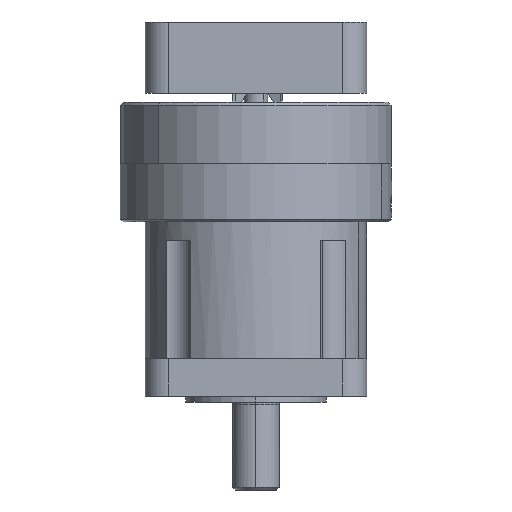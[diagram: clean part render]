
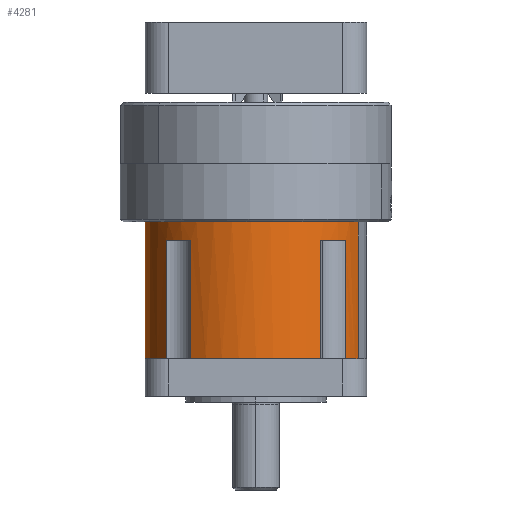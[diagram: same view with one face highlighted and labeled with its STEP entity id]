
A CAD part, front view. The second image highlights one B-rep face of the part: STEP entity #4281.
In plain terms, the highlighted cylindrical face has radius 29.997 mm (diameter 59.995 mm), a partial arc.
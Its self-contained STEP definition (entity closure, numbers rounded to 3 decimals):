
#16 = ORIENTED_EDGE ( 'NONE', *, *, #7523, .T. ) ;
#51 = EDGE_CURVE ( 'NONE', #11733, #5062, #13528, .T. ) ;
#159 = CIRCLE ( 'NONE', #11688, 29.997 ) ;
#666 = EDGE_CURVE ( 'NONE', #3463, #3190, #15725, .T. ) ;
#876 = VERTEX_POINT ( 'NONE', #11466 ) ;
#950 = AXIS2_PLACEMENT_3D ( 'NONE', #15582, #11246, #12610 ) ;
#994 = CARTESIAN_POINT ( 'NONE',  ( 90.315, 61.488, 159.473 ) ) ;
#1240 = VERTEX_POINT ( 'NONE', #4324 ) ;
#1487 = VECTOR ( 'NONE', #7453, 1000. ) ;
#1497 = ORIENTED_EDGE ( 'NONE', *, *, #2527, .T. ) ;
#1896 = CIRCLE ( 'NONE', #16931, 29.997 ) ;
#1978 = CARTESIAN_POINT ( 'NONE',  ( 44.986, 48.687, 138.479 ) ) ;
#1979 = FACE_OUTER_BOUND ( 'NONE', #14983, .T. ) ;
#2178 = EDGE_CURVE ( 'NONE', #3463, #16068, #9436, .T. ) ;
#2180 = CARTESIAN_POINT ( 'NONE',  ( 44.986, 48.687, 154.479 ) ) ;
#2198 = CARTESIAN_POINT ( 'NONE',  ( 38.32, 55.352, 122.479 ) ) ;
#2320 = CIRCLE ( 'NONE', #12498, 29.997 ) ;
#2363 = VECTOR ( 'NONE', #4053, 1000. ) ;
#2384 = DIRECTION ( 'NONE',  ( -0.924, 0.383, 0. ) ) ;
#2527 = EDGE_CURVE ( 'NONE', #14503, #3190, #8569, .T. ) ;
#2713 = DIRECTION ( 'NONE',  ( 0., 0., -1. ) ) ;
#2776 = CARTESIAN_POINT ( 'NONE',  ( 38.32, 55.352, 138.479 ) ) ;
#3000 = EDGE_CURVE ( 'NONE', #1240, #13777, #2320, .T. ) ;
#3190 = VERTEX_POINT ( 'NONE', #11293 ) ;
#3391 = ORIENTED_EDGE ( 'NONE', *, *, #10913, .F. ) ;
#3463 = VERTEX_POINT ( 'NONE', #2180 ) ;
#3637 = CIRCLE ( 'NONE', #950, 29.997 ) ;
#3823 = CARTESIAN_POINT ( 'NONE',  ( 62.601, 72.967, 122.479 ) ) ;
#3832 = ORIENTED_EDGE ( 'NONE', *, *, #3000, .F. ) ;
#4053 = DIRECTION ( 'NONE',  ( 0., 0., 1. ) ) ;
#4107 = VECTOR ( 'NONE', #4927, 1000. ) ;
#4144 = DIRECTION ( 'NONE',  ( 0.924, -0.383, 0. ) ) ;
#4277 = DIRECTION ( 'NONE',  ( -0.924, 0.383, 0. ) ) ;
#4281 = ADVANCED_FACE ( 'NONE', ( #1979 ), #8003, .T. ) ;
#4324 = CARTESIAN_POINT ( 'NONE',  ( 90.315, 61.488, 122.479 ) ) ;
#4927 = DIRECTION ( 'NONE',  ( 0., 0., -1. ) ) ;
#5017 = LINE ( 'NONE', #6270, #7254 ) ;
#5062 = VERTEX_POINT ( 'NONE', #13298 ) ;
#5262 = LINE ( 'NONE', #14603, #1487 ) ;
#5645 = ORIENTED_EDGE ( 'NONE', *, *, #666, .F. ) ;
#5659 = CARTESIAN_POINT ( 'NONE',  ( 80.216, 48.687, 122.479 ) ) ;
#5743 = DIRECTION ( 'NONE',  ( 0., 0., -1. ) ) ;
#6069 = VECTOR ( 'NONE', #15820, 1000. ) ;
#6167 = ORIENTED_EDGE ( 'NONE', *, *, #12591, .F. ) ;
#6270 = CARTESIAN_POINT ( 'NONE',  ( 86.881, 55.352, 138.479 ) ) ;
#6497 = CARTESIAN_POINT ( 'NONE',  ( 34.887, 84.447, 122.479 ) ) ;
#6548 = VECTOR ( 'NONE', #15884, 1000. ) ;
#6929 = CARTESIAN_POINT ( 'NONE',  ( 62.601, 72.967, 122.479 ) ) ;
#7085 = EDGE_CURVE ( 'NONE', #10138, #13777, #5017, .T. ) ;
#7254 = VECTOR ( 'NONE', #7719, 1000. ) ;
#7453 = DIRECTION ( 'NONE',  ( 0., 0., 1. ) ) ;
#7523 = EDGE_CURVE ( 'NONE', #9992, #876, #1896, .T. ) ;
#7719 = DIRECTION ( 'NONE',  ( 0., 0., -1. ) ) ;
#8003 = CYLINDRICAL_SURFACE ( 'NONE', #8551, 29.997 ) ;
#8038 = DIRECTION ( 'NONE',  ( 0., 0., -1. ) ) ;
#8551 = AXIS2_PLACEMENT_3D ( 'NONE', #17674, #14665, #9416 ) ;
#8569 = LINE ( 'NONE', #2776, #6548 ) ;
#8583 = EDGE_CURVE ( 'NONE', #14503, #10515, #3637, .T. ) ;
#8684 = EDGE_CURVE ( 'NONE', #1240, #9992, #14982, .T. ) ;
#9277 = CARTESIAN_POINT ( 'NONE',  ( 62.601, 72.967, 154.479 ) ) ;
#9416 = DIRECTION ( 'NONE',  ( 0.924, -0.383, 0. ) ) ;
#9436 = LINE ( 'NONE', #1978, #4107 ) ;
#9766 = ORIENTED_EDGE ( 'NONE', *, *, #8583, .F. ) ;
#9992 = VERTEX_POINT ( 'NONE', #994 ) ;
#10081 = AXIS2_PLACEMENT_3D ( 'NONE', #12785, #5743, #4277 ) ;
#10138 = VERTEX_POINT ( 'NONE', #17447 ) ;
#10288 = CARTESIAN_POINT ( 'NONE',  ( 44.986, 48.687, 122.479 ) ) ;
#10514 = CIRCLE ( 'NONE', #10081, 29.997 ) ;
#10515 = VERTEX_POINT ( 'NONE', #6497 ) ;
#10913 = EDGE_CURVE ( 'NONE', #10515, #876, #5262, .T. ) ;
#11182 = DIRECTION ( 'NONE',  ( 0., 0., -1. ) ) ;
#11246 = DIRECTION ( 'NONE',  ( 0., 0., -1. ) ) ;
#11293 = CARTESIAN_POINT ( 'NONE',  ( 38.32, 55.352, 154.479 ) ) ;
#11466 = CARTESIAN_POINT ( 'NONE',  ( 34.887, 84.447, 159.473 ) ) ;
#11688 = AXIS2_PLACEMENT_3D ( 'NONE', #6929, #11182, #18214 ) ;
#11733 = VERTEX_POINT ( 'NONE', #5659 ) ;
#12498 = AXIS2_PLACEMENT_3D ( 'NONE', #3823, #13898, #2384 ) ;
#12591 = EDGE_CURVE ( 'NONE', #11733, #16068, #159, .T. ) ;
#12610 = DIRECTION ( 'NONE',  ( -0.924, 0.383, 0. ) ) ;
#12785 = CARTESIAN_POINT ( 'NONE',  ( 62.601, 72.967, 154.479 ) ) ;
#13298 = CARTESIAN_POINT ( 'NONE',  ( 80.216, 48.687, 154.479 ) ) ;
#13528 = LINE ( 'NONE', #18253, #2363 ) ;
#13777 = VERTEX_POINT ( 'NONE', #14183 ) ;
#13898 = DIRECTION ( 'NONE',  ( 0., 0., -1. ) ) ;
#14183 = CARTESIAN_POINT ( 'NONE',  ( 86.881, 55.352, 122.479 ) ) ;
#14503 = VERTEX_POINT ( 'NONE', #2198 ) ;
#14603 = CARTESIAN_POINT ( 'NONE',  ( 34.887, 84.447, 122.479 ) ) ;
#14656 = ORIENTED_EDGE ( 'NONE', *, *, #8684, .T. ) ;
#14665 = DIRECTION ( 'NONE',  ( 0., 0., 1. ) ) ;
#14723 = ORIENTED_EDGE ( 'NONE', *, *, #51, .T. ) ;
#14982 = LINE ( 'NONE', #15702, #6069 ) ;
#14983 = EDGE_LOOP ( 'NONE', ( #3391, #9766, #1497, #5645, #17139, #6167, #14723, #15112, #17081, #3832, #14656, #16 ) ) ;
#15112 = ORIENTED_EDGE ( 'NONE', *, *, #15977, .F. ) ;
#15401 = CARTESIAN_POINT ( 'NONE',  ( 62.601, 72.967, 159.473 ) ) ;
#15582 = CARTESIAN_POINT ( 'NONE',  ( 62.601, 72.967, 122.479 ) ) ;
#15702 = CARTESIAN_POINT ( 'NONE',  ( 90.315, 61.488, 122.479 ) ) ;
#15725 = CIRCLE ( 'NONE', #17798, 29.997 ) ;
#15820 = DIRECTION ( 'NONE',  ( 0., 0., 1. ) ) ;
#15884 = DIRECTION ( 'NONE',  ( 0., 0., 1. ) ) ;
#15977 = EDGE_CURVE ( 'NONE', #10138, #5062, #10514, .T. ) ;
#16068 = VERTEX_POINT ( 'NONE', #10288 ) ;
#16345 = DIRECTION ( 'NONE',  ( -0.924, 0.383, 0. ) ) ;
#16931 = AXIS2_PLACEMENT_3D ( 'NONE', #15401, #2713, #4144 ) ;
#17081 = ORIENTED_EDGE ( 'NONE', *, *, #7085, .T. ) ;
#17139 = ORIENTED_EDGE ( 'NONE', *, *, #2178, .T. ) ;
#17447 = CARTESIAN_POINT ( 'NONE',  ( 86.881, 55.352, 154.479 ) ) ;
#17674 = CARTESIAN_POINT ( 'NONE',  ( 62.601, 72.967, 122.479 ) ) ;
#17798 = AXIS2_PLACEMENT_3D ( 'NONE', #9277, #8038, #16345 ) ;
#18214 = DIRECTION ( 'NONE',  ( -0.924, 0.383, 0. ) ) ;
#18253 = CARTESIAN_POINT ( 'NONE',  ( 80.216, 48.687, 138.479 ) ) ;
